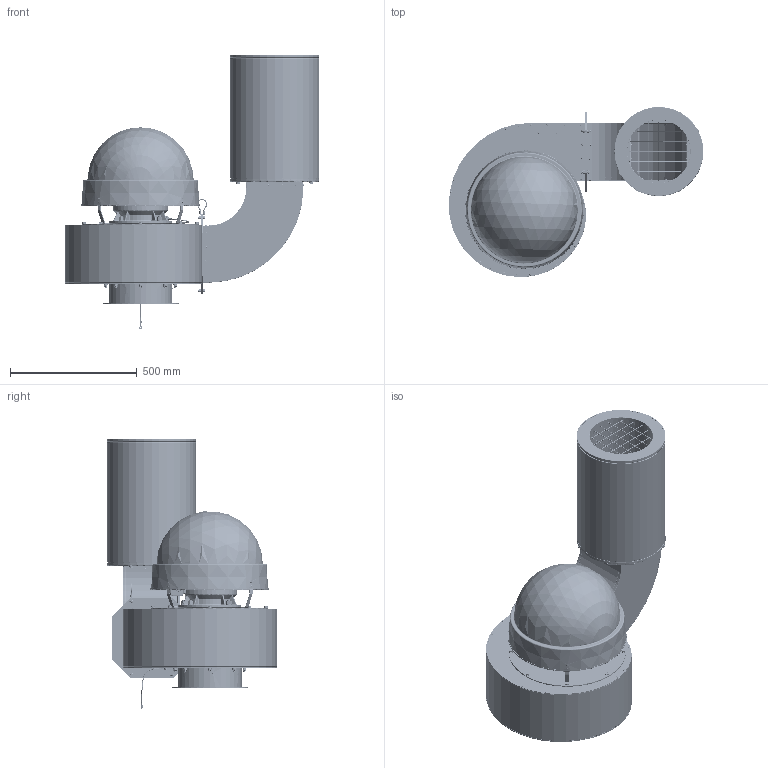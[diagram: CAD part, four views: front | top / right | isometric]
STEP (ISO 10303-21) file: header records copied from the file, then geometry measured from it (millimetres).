
FILE_DESCRIPTION(/* description */ ('888W14 Wentylator WPA-10-D-N/Ex','CAx-IF Rec.Pracs.---Representation and Presentation of Product Manufacturing Information (PMI)---4.0---2014-10-13'),/* implementation_level */ '2;1');
FILE_NAME(/* name */ '888W14 Wentylator WPA-10-D-N_Ex @ Wylot pionowo.stp',/* time_stamp */ '2022-05-09T14:29:35+02:00',/* author */ ('b.kitowicz'),/* organization */ ('KLIMAWENT S.A.'),/* preprocessor_version */ 'ST-DEVELOPER v18.1',/* originating_system */ 'Autodesk Inventor 2021',/* authorisation */ '');
FILE_SCHEMA (('AP242_MANAGED_MODEL_BASED_3D_ENGINEERING_MIM_LF { 1 0 10303 442 1 1 4 }'));
Length unit declared in the file: millimetre
Products named in the file (1): ~~
Bounding box: 1005.6 x 670.36 x 1083.77 mm (x, y, z)
Volume: 38599043.3 mm3; surface area: 5778677.6 mm2
Topology: 25 solids, 27 shells, 9310 faces, 23116 edges, 14774 vertices
Faces by surface type: plane 4478, cylinder 2314, bspline 1432, torus 675, cone 373, sphere 38
Full cylindrical faces by diameter (mm): 2.3 x8, 2.4 x8, 3 x28, 3.2 x7, 3.4 x14, 3.5 x16, 4 x99, 4.1 x3, 4.2 x82, 4.3 x20, 4.4 x24, 4.5 x6, 5.5 x6, 6 x9, 6.1 x1, 6.4 x1, 6.5 x17, 7 x4, 7.5 x3, 8 x155, 8.376 x1, 8.4 x1, 8.5 x10, 8.8 x8, 9 x16, 10.9 x8, 11.63 x17, 12 x8, 13 x5, 15 x6
Entity records: 318525 total; most frequent: CARTESIAN_POINT 93459, ORIENTED_EDGE 46200, DIRECTION 42544, EDGE_CURVE 23101, AXIS2_PLACEMENT_3D 15496, VERTEX_POINT 14802, LINE 11552, VECTOR 11552
